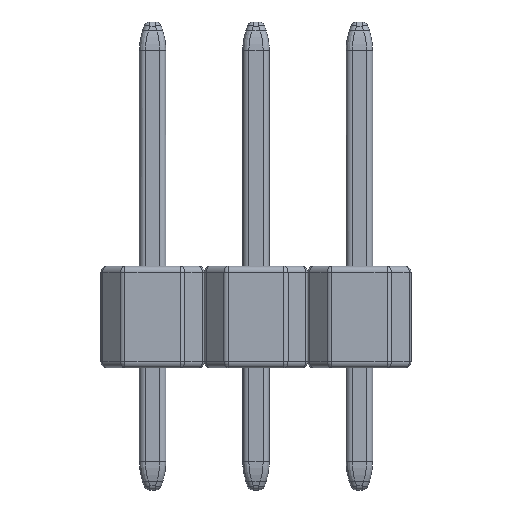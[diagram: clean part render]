
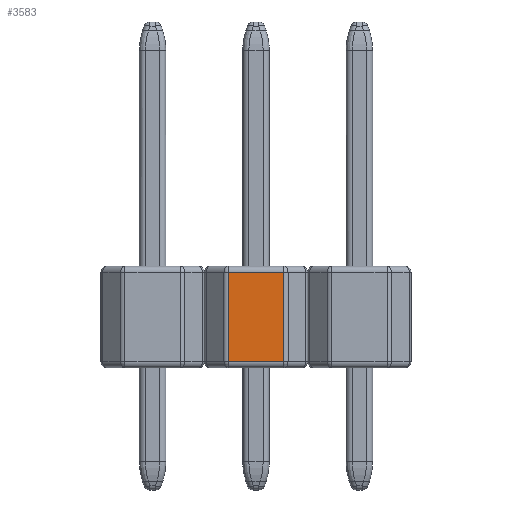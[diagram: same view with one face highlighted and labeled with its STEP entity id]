
A CAD part, front view. The second image highlights one B-rep face of the part: STEP entity #3583.
In plain terms, the highlighted planar face has unit normal (0, -1, 0).
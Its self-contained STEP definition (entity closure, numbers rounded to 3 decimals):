
#642 = CYLINDRICAL_SURFACE('',#643,0.15);
#643 = AXIS2_PLACEMENT_3D('',#644,#645,#646);
#644 = CARTESIAN_POINT('',(-0.682,-1.12,0.));
#645 = DIRECTION('',(0.,0.,1.));
#646 = DIRECTION('',(-0.707,-0.707,0.));
#718 = CYLINDRICAL_SURFACE('',#719,0.15);
#719 = AXIS2_PLACEMENT_3D('',#720,#721,#722);
#720 = CARTESIAN_POINT('',(0.744,-1.12,0.15));
#721 = DIRECTION('',(-1.,0.,0.));
#722 = DIRECTION('',(0.,0.,-1.));
#1172 = CYLINDRICAL_SURFACE('',#1173,0.15);
#1173 = AXIS2_PLACEMENT_3D('',#1174,#1175,#1176);
#1174 = CARTESIAN_POINT('',(0.744,-1.12,2.35));
#1175 = DIRECTION('',(-1.,0.,0.));
#1176 = DIRECTION('',(0.,0.,1.));
#1730 = VERTEX_POINT('',#1731);
#1731 = CARTESIAN_POINT('',(-0.682,-1.27,0.15));
#1753 = EDGE_CURVE('',#1730,#1754,#1756,.T.);
#1754 = VERTEX_POINT('',#1755);
#1755 = CARTESIAN_POINT('',(-0.682,-1.27,2.35));
#1756 = SURFACE_CURVE('',#1757,(#1761,#1768),.PCURVE_S1.);
#1757 = LINE('',#1758,#1759);
#1758 = CARTESIAN_POINT('',(-0.682,-1.27,0.));
#1759 = VECTOR('',#1760,1.);
#1760 = DIRECTION('',(0.,0.,1.));
#1761 = PCURVE('',#642,#1762);
#1762 = DEFINITIONAL_REPRESENTATION('',(#1763),#1767);
#1763 = LINE('',#1764,#1765);
#1764 = CARTESIAN_POINT('',(0.785,0.));
#1765 = VECTOR('',#1766,1.);
#1766 = DIRECTION('',(0.,1.));
#1767 = ( GEOMETRIC_REPRESENTATION_CONTEXT(2) 
PARAMETRIC_REPRESENTATION_CONTEXT() REPRESENTATION_CONTEXT('2D SPACE',''
  ) );
#1768 = PCURVE('',#1769,#1774);
#1769 = PLANE('',#1770);
#1770 = AXIS2_PLACEMENT_3D('',#1771,#1772,#1773);
#1771 = CARTESIAN_POINT('',(0.744,-1.27,0.));
#1772 = DIRECTION('',(0.,-1.,0.));
#1773 = DIRECTION('',(-1.,0.,0.));
#1774 = DEFINITIONAL_REPRESENTATION('',(#1775),#1779);
#1775 = LINE('',#1776,#1777);
#1776 = CARTESIAN_POINT('',(1.426,0.));
#1777 = VECTOR('',#1778,1.);
#1778 = DIRECTION('',(0.,-1.));
#1779 = ( GEOMETRIC_REPRESENTATION_CONTEXT(2) 
PARAMETRIC_REPRESENTATION_CONTEXT() REPRESENTATION_CONTEXT('2D SPACE',''
  ) );
#1840 = VERTEX_POINT('',#1841);
#1841 = CARTESIAN_POINT('',(0.682,-1.27,0.15));
#1868 = EDGE_CURVE('',#1840,#1730,#1869,.T.);
#1869 = SURFACE_CURVE('',#1870,(#1874,#1881),.PCURVE_S1.);
#1870 = LINE('',#1871,#1872);
#1871 = CARTESIAN_POINT('',(0.744,-1.27,0.15));
#1872 = VECTOR('',#1873,1.);
#1873 = DIRECTION('',(-1.,0.,0.));
#1874 = PCURVE('',#718,#1875);
#1875 = DEFINITIONAL_REPRESENTATION('',(#1876),#1880);
#1876 = LINE('',#1877,#1878);
#1877 = CARTESIAN_POINT('',(1.571,0.));
#1878 = VECTOR('',#1879,1.);
#1879 = DIRECTION('',(0.,1.));
#1880 = ( GEOMETRIC_REPRESENTATION_CONTEXT(2) 
PARAMETRIC_REPRESENTATION_CONTEXT() REPRESENTATION_CONTEXT('2D SPACE',''
  ) );
#1881 = PCURVE('',#1769,#1882);
#1882 = DEFINITIONAL_REPRESENTATION('',(#1883),#1887);
#1883 = LINE('',#1884,#1885);
#1884 = CARTESIAN_POINT('',(0.,-0.15));
#1885 = VECTOR('',#1886,1.);
#1886 = DIRECTION('',(1.,0.));
#1887 = ( GEOMETRIC_REPRESENTATION_CONTEXT(2) 
PARAMETRIC_REPRESENTATION_CONTEXT() REPRESENTATION_CONTEXT('2D SPACE',''
  ) );
#2720 = VERTEX_POINT('',#2721);
#2721 = CARTESIAN_POINT('',(0.682,-1.27,2.35));
#2748 = EDGE_CURVE('',#2720,#1754,#2749,.T.);
#2749 = SURFACE_CURVE('',#2750,(#2754,#2761),.PCURVE_S1.);
#2750 = LINE('',#2751,#2752);
#2751 = CARTESIAN_POINT('',(0.744,-1.27,2.35));
#2752 = VECTOR('',#2753,1.);
#2753 = DIRECTION('',(-1.,0.,0.));
#2754 = PCURVE('',#1172,#2755);
#2755 = DEFINITIONAL_REPRESENTATION('',(#2756),#2760);
#2756 = LINE('',#2757,#2758);
#2757 = CARTESIAN_POINT('',(-1.571,0.));
#2758 = VECTOR('',#2759,1.);
#2759 = DIRECTION('',(-0.,1.));
#2760 = ( GEOMETRIC_REPRESENTATION_CONTEXT(2) 
PARAMETRIC_REPRESENTATION_CONTEXT() REPRESENTATION_CONTEXT('2D SPACE',''
  ) );
#2761 = PCURVE('',#1769,#2762);
#2762 = DEFINITIONAL_REPRESENTATION('',(#2763),#2767);
#2763 = LINE('',#2764,#2765);
#2764 = CARTESIAN_POINT('',(0.,-2.35));
#2765 = VECTOR('',#2766,1.);
#2766 = DIRECTION('',(1.,0.));
#2767 = ( GEOMETRIC_REPRESENTATION_CONTEXT(2) 
PARAMETRIC_REPRESENTATION_CONTEXT() REPRESENTATION_CONTEXT('2D SPACE',''
  ) );
#3583 = ADVANCED_FACE('',(#3584),#1769,.T.);
#3584 = FACE_BOUND('',#3585,.T.);
#3585 = EDGE_LOOP('',(#3586,#3587,#3588,#3614));
#3586 = ORIENTED_EDGE('',*,*,#1753,.F.);
#3587 = ORIENTED_EDGE('',*,*,#1868,.F.);
#3588 = ORIENTED_EDGE('',*,*,#3589,.T.);
#3589 = EDGE_CURVE('',#1840,#2720,#3590,.T.);
#3590 = SURFACE_CURVE('',#3591,(#3595,#3602),.PCURVE_S1.);
#3591 = LINE('',#3592,#3593);
#3592 = CARTESIAN_POINT('',(0.682,-1.27,0.));
#3593 = VECTOR('',#3594,1.);
#3594 = DIRECTION('',(0.,0.,1.));
#3595 = PCURVE('',#1769,#3596);
#3596 = DEFINITIONAL_REPRESENTATION('',(#3597),#3601);
#3597 = LINE('',#3598,#3599);
#3598 = CARTESIAN_POINT('',(0.062,0.));
#3599 = VECTOR('',#3600,1.);
#3600 = DIRECTION('',(0.,-1.));
#3601 = ( GEOMETRIC_REPRESENTATION_CONTEXT(2) 
PARAMETRIC_REPRESENTATION_CONTEXT() REPRESENTATION_CONTEXT('2D SPACE',''
  ) );
#3602 = PCURVE('',#3603,#3608);
#3603 = CYLINDRICAL_SURFACE('',#3604,0.15);
#3604 = AXIS2_PLACEMENT_3D('',#3605,#3606,#3607);
#3605 = CARTESIAN_POINT('',(0.682,-1.12,0.));
#3606 = DIRECTION('',(0.,0.,1.));
#3607 = DIRECTION('',(0.,-1.,0.));
#3608 = DEFINITIONAL_REPRESENTATION('',(#3609),#3613);
#3609 = LINE('',#3610,#3611);
#3610 = CARTESIAN_POINT('',(0.,0.));
#3611 = VECTOR('',#3612,1.);
#3612 = DIRECTION('',(0.,1.));
#3613 = ( GEOMETRIC_REPRESENTATION_CONTEXT(2) 
PARAMETRIC_REPRESENTATION_CONTEXT() REPRESENTATION_CONTEXT('2D SPACE',''
  ) );
#3614 = ORIENTED_EDGE('',*,*,#2748,.T.);
